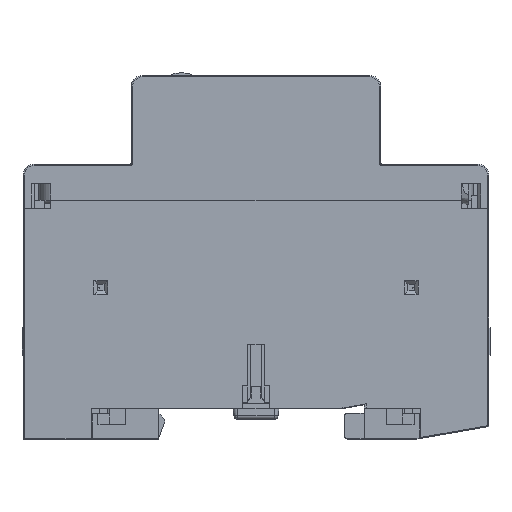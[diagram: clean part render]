
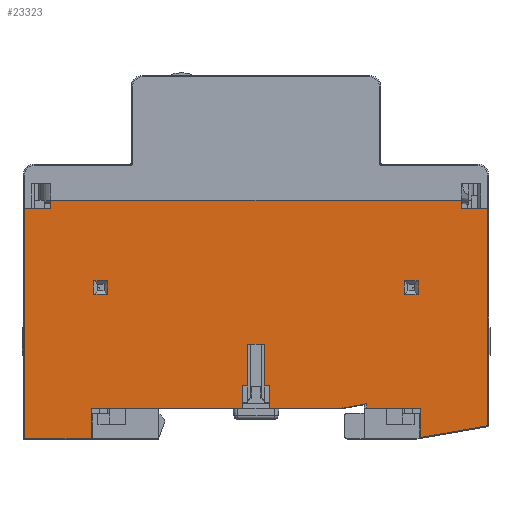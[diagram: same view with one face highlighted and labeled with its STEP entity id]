
A CAD part, top view. The second image highlights one B-rep face of the part: STEP entity #23323.
In plain terms, the highlighted face is planar.
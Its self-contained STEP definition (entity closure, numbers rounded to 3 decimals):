
#1290=DIRECTION('',(0.,-1.,0.));
#1291=VECTOR('',#1290,2.5);
#1292=CARTESIAN_POINT('',(-26.75,-14.5,-26.75));
#1293=LINE('',#1292,#1291);
#1294=DIRECTION('',(-1.,0.,0.));
#1295=VECTOR('',#1294,2.5);
#1296=CARTESIAN_POINT('',(-26.75,-17.,-26.75));
#1297=LINE('',#1296,#1295);
#1298=DIRECTION('',(0.,1.,0.));
#1299=VECTOR('',#1298,2.5);
#1300=CARTESIAN_POINT('',(-29.25,-17.,-26.75));
#1301=LINE('',#1300,#1299);
#1302=DIRECTION('',(1.,0.,0.));
#1303=VECTOR('',#1302,2.5);
#1304=CARTESIAN_POINT('',(-29.25,-14.5,-26.75));
#1305=LINE('',#1304,#1303);
#1306=DIRECTION('',(1.,0.,0.));
#1307=VECTOR('',#1306,2.5);
#1308=CARTESIAN_POINT('',(26.75,-14.5,-26.75));
#1309=LINE('',#1308,#1307);
#1310=DIRECTION('',(0.,-1.,0.));
#1311=VECTOR('',#1310,2.5);
#1312=CARTESIAN_POINT('',(29.25,-14.5,-26.75));
#1313=LINE('',#1312,#1311);
#1314=DIRECTION('',(-1.,0.,0.));
#1315=VECTOR('',#1314,2.5);
#1316=CARTESIAN_POINT('',(29.25,-17.,-26.75));
#1317=LINE('',#1316,#1315);
#1318=DIRECTION('',(0.,1.,0.));
#1319=VECTOR('',#1318,2.5);
#1320=CARTESIAN_POINT('',(26.75,-17.,-26.75));
#1321=LINE('',#1320,#1319);
#1322=DIRECTION('',(-1.,0.,0.));
#1323=VECTOR('',#1322,1.);
#1324=CARTESIAN_POINT('',(2.5,-33.5,-26.75));
#1325=LINE('',#1324,#1323);
#1326=DIRECTION('',(0.,-1.,0.));
#1327=VECTOR('',#1326,4.);
#1328=CARTESIAN_POINT('',(2.5,-33.5,-26.75));
#1329=LINE('',#1328,#1327);
#1330=DIRECTION('',(0.,1.,0.));
#1331=VECTOR('',#1330,5.5);
#1332=CARTESIAN_POINT('',(29.7,-43.,-26.75));
#1333=LINE('',#1332,#1331);
#1334=DIRECTION('',(1.,0.,0.));
#1335=VECTOR('',#1334,12.05);
#1336=CARTESIAN_POINT('',(29.7,-43.,-26.75));
#1337=LINE('',#1336,#1335);
#1338=DIRECTION('',(1.,0.,0.));
#1339=VECTOR('',#1338,4.75);
#1340=CARTESIAN_POINT('',(37.,-1.5,-26.75));
#1341=LINE('',#1340,#1339);
#1342=DIRECTION('',(0.,-1.,0.));
#1343=VECTOR('',#1342,1.5);
#1344=CARTESIAN_POINT('',(37.,0.,-26.75));
#1345=LINE('',#1344,#1343);
#1346=DIRECTION('',(-1.,0.,0.));
#1347=VECTOR('',#1346,74.);
#1348=CARTESIAN_POINT('',(37.,0.,-26.75));
#1349=LINE('',#1348,#1347);
#1350=DIRECTION('',(0.,-1.,0.));
#1351=VECTOR('',#1350,1.5);
#1352=CARTESIAN_POINT('',(-37.,0.,-26.75));
#1353=LINE('',#1352,#1351);
#1354=DIRECTION('',(1.,0.,0.));
#1355=VECTOR('',#1354,4.75);
#1356=CARTESIAN_POINT('',(-41.75,-1.5,-26.75));
#1357=LINE('',#1356,#1355);
#1358=DIRECTION('',(-0.985,0.174,0.));
#1359=VECTOR('',#1358,12.236);
#1360=CARTESIAN_POINT('',(-29.7,-42.788,-26.75));
#1361=LINE('',#1360,#1359);
#1362=DIRECTION('',(0.,1.,0.));
#1363=VECTOR('',#1362,5.288);
#1364=CARTESIAN_POINT('',(-29.7,-42.788,-26.75));
#1365=LINE('',#1364,#1363);
#1366=DIRECTION('',(0.,1.,0.));
#1367=VECTOR('',#1366,0.793);
#1368=CARTESIAN_POINT('',(-20.,-37.5,-26.75));
#1369=LINE('',#1368,#1367);
#1370=DIRECTION('',(-0.985,0.174,0.));
#1371=VECTOR('',#1370,4.569);
#1372=CARTESIAN_POINT('',(-15.5,-37.5,-26.75));
#1373=LINE('',#1372,#1371);
#1374=DIRECTION('',(-1.,0.,0.));
#1375=VECTOR('',#1374,13.);
#1376=CARTESIAN_POINT('',(-2.5,-37.5,-26.75));
#1377=LINE('',#1376,#1375);
#1378=DIRECTION('',(0.,-1.,0.));
#1379=VECTOR('',#1378,4.);
#1380=CARTESIAN_POINT('',(-2.5,-33.5,-26.75));
#1381=LINE('',#1380,#1379);
#1382=DIRECTION('',(-1.,0.,0.));
#1383=VECTOR('',#1382,1.);
#1384=CARTESIAN_POINT('',(-1.5,-33.5,-26.75));
#1385=LINE('',#1384,#1383);
#1386=DIRECTION('',(1.,0.,0.));
#1387=VECTOR('',#1386,3.);
#1388=CARTESIAN_POINT('',(-1.5,-26.,-26.75));
#1389=LINE('',#1388,#1387);
#1546=DIRECTION('',(0.,1.,0.));
#1547=VECTOR('',#1546,7.5);
#1548=CARTESIAN_POINT('',(1.5,-33.5,-26.75));
#1549=LINE('',#1548,#1547);
#13913=DIRECTION('',(-1.,0.,0.));
#13914=VECTOR('',#13913,9.7);
#13915=CARTESIAN_POINT('',(-20.,-37.5,-26.75));
#13916=LINE('',#13915,#13914);
#13953=DIRECTION('',(-1.,0.,0.));
#13954=VECTOR('',#13953,27.2);
#13955=CARTESIAN_POINT('',(29.7,-37.5,-26.75));
#13956=LINE('',#13955,#13954);
#14037=CARTESIAN_POINT('',(-41.75,-40.664,-26.75));
#14045=DIRECTION('',(0.,-1.,0.));
#14046=VECTOR('',#14045,39.164);
#14047=CARTESIAN_POINT('',(-41.75,-1.5,-26.75));
#14048=LINE('',#14047,#14046);
#14418=DIRECTION('',(0.,-1.,0.));
#14419=VECTOR('',#14418,7.5);
#14420=CARTESIAN_POINT('',(-1.5,-26.,-26.75));
#14421=LINE('',#14420,#14419);
#14676=DIRECTION('',(0.,1.,0.));
#14677=VECTOR('',#14676,41.5);
#14678=CARTESIAN_POINT('',(41.75,-43.,-26.75));
#14679=LINE('',#14678,#14677);
#17146=CARTESIAN_POINT('',(-15.5,-37.5,-26.75));
#17147=CARTESIAN_POINT('',(-20.,-36.707,-26.75));
#17148=VERTEX_POINT('',#17146);
#17149=VERTEX_POINT('',#17147);
#19112=CARTESIAN_POINT('',(41.75,-43.,-26.75));
#19114=VERTEX_POINT('',#19112);
#19124=VERTEX_POINT('',#14037);
#20114=CARTESIAN_POINT('',(-1.5,-26.,-26.75));
#20115=CARTESIAN_POINT('',(1.5,-26.,-26.75));
#20116=VERTEX_POINT('',#20114);
#20117=VERTEX_POINT('',#20115);
#20138=CARTESIAN_POINT('',(-26.75,-14.5,-26.75));
#20139=CARTESIAN_POINT('',(-26.75,-17.,-26.75));
#20140=VERTEX_POINT('',#20138);
#20141=VERTEX_POINT('',#20139);
#20142=CARTESIAN_POINT('',(-29.25,-17.,-26.75));
#20143=VERTEX_POINT('',#20142);
#20144=CARTESIAN_POINT('',(-29.25,-14.5,-26.75));
#20145=VERTEX_POINT('',#20144);
#20146=CARTESIAN_POINT('',(26.75,-14.5,-26.75));
#20147=CARTESIAN_POINT('',(29.25,-14.5,-26.75));
#20148=VERTEX_POINT('',#20146);
#20149=VERTEX_POINT('',#20147);
#20150=CARTESIAN_POINT('',(29.25,-17.,-26.75));
#20151=VERTEX_POINT('',#20150);
#20152=CARTESIAN_POINT('',(26.75,-17.,-26.75));
#20153=VERTEX_POINT('',#20152);
#20154=CARTESIAN_POINT('',(-41.75,-1.5,-26.75));
#20155=CARTESIAN_POINT('',(-37.,-1.5,-26.75));
#20156=VERTEX_POINT('',#20154);
#20157=VERTEX_POINT('',#20155);
#20158=CARTESIAN_POINT('',(37.,-1.5,-26.75));
#20159=CARTESIAN_POINT('',(41.75,-1.5,-26.75));
#20160=VERTEX_POINT('',#20158);
#20161=VERTEX_POINT('',#20159);
#20162=CARTESIAN_POINT('',(-37.,0.,-26.75));
#20163=VERTEX_POINT('',#20162);
#20164=CARTESIAN_POINT('',(37.,0.,-26.75));
#20165=VERTEX_POINT('',#20164);
#20206=CARTESIAN_POINT('',(29.7,-43.,-26.75));
#20207=CARTESIAN_POINT('',(29.7,-37.5,-26.75));
#20208=VERTEX_POINT('',#20206);
#20209=VERTEX_POINT('',#20207);
#20210=CARTESIAN_POINT('',(-29.7,-42.788,-26.75));
#20211=CARTESIAN_POINT('',(-29.7,-37.5,-26.75));
#20212=VERTEX_POINT('',#20210);
#20213=VERTEX_POINT('',#20211);
#20214=CARTESIAN_POINT('',(-20.,-37.5,-26.75));
#20216=VERTEX_POINT('',#20214);
#20238=CARTESIAN_POINT('',(2.5,-33.5,-26.75));
#20239=CARTESIAN_POINT('',(1.5,-33.5,-26.75));
#20240=VERTEX_POINT('',#20238);
#20241=VERTEX_POINT('',#20239);
#20242=CARTESIAN_POINT('',(-1.5,-33.5,-26.75));
#20243=CARTESIAN_POINT('',(-2.5,-33.5,-26.75));
#20244=VERTEX_POINT('',#20242);
#20245=VERTEX_POINT('',#20243);
#20246=CARTESIAN_POINT('',(2.5,-37.5,-26.75));
#20247=VERTEX_POINT('',#20246);
#20248=CARTESIAN_POINT('',(-2.5,-37.5,-26.75));
#20249=VERTEX_POINT('',#20248);
#23253=CARTESIAN_POINT('',(0.,0.,-26.75));
#23254=DIRECTION('',(0.,0.,1.));
#23255=DIRECTION('',(1.,0.,0.));
#23256=AXIS2_PLACEMENT_3D('',#23253,#23254,#23255);
#23257=PLANE('',#23256);
#23259=ORIENTED_EDGE('',*,*,#23258,.F.);
#23261=ORIENTED_EDGE('',*,*,#23260,.T.);
#23263=ORIENTED_EDGE('',*,*,#23262,.F.);
#23265=ORIENTED_EDGE('',*,*,#23264,.F.);
#23267=ORIENTED_EDGE('',*,*,#23266,.T.);
#23269=ORIENTED_EDGE('',*,*,#23268,.T.);
#23270=ORIENTED_EDGE('',*,*,#23227,.F.);
#23272=ORIENTED_EDGE('',*,*,#23271,.F.);
#23273=ORIENTED_EDGE('',*,*,#22245,.T.);
#23275=ORIENTED_EDGE('',*,*,#23274,.T.);
#23276=ORIENTED_EDGE('',*,*,#23196,.F.);
#23278=ORIENTED_EDGE('',*,*,#23277,.T.);
#23280=ORIENTED_EDGE('',*,*,#23279,.F.);
#23282=ORIENTED_EDGE('',*,*,#23281,.T.);
#23284=ORIENTED_EDGE('',*,*,#23283,.F.);
#23286=ORIENTED_EDGE('',*,*,#23285,.T.);
#23288=ORIENTED_EDGE('',*,*,#23287,.F.);
#23290=ORIENTED_EDGE('',*,*,#23289,.F.);
#23292=ORIENTED_EDGE('',*,*,#23291,.F.);
#23294=ORIENTED_EDGE('',*,*,#23293,.F.);
#23296=ORIENTED_EDGE('',*,*,#23295,.F.);
#23298=ORIENTED_EDGE('',*,*,#23297,.T.);
#23300=ORIENTED_EDGE('',*,*,#23299,.F.);
#23301=EDGE_LOOP('',(#23259,#23261,#23263,#23265,#23267,#23269,#23270,#23272,
#23273,#23275,#23276,#23278,#23280,#23282,#23284,#23286,#23288,#23290,#23292,
#23294,#23296,#23298,#23300));
#23302=FACE_OUTER_BOUND('',#23301,.F.);
#23304=ORIENTED_EDGE('',*,*,#23303,.T.);
#23306=ORIENTED_EDGE('',*,*,#23305,.T.);
#23308=ORIENTED_EDGE('',*,*,#23307,.T.);
#23310=ORIENTED_EDGE('',*,*,#23309,.T.);
#23311=EDGE_LOOP('',(#23304,#23306,#23308,#23310));
#23312=FACE_BOUND('',#23311,.F.);
#23314=ORIENTED_EDGE('',*,*,#23313,.T.);
#23316=ORIENTED_EDGE('',*,*,#23315,.T.);
#23318=ORIENTED_EDGE('',*,*,#23317,.T.);
#23320=ORIENTED_EDGE('',*,*,#23319,.T.);
#23321=EDGE_LOOP('',(#23314,#23316,#23318,#23320));
#23322=FACE_BOUND('',#23321,.F.);
#23323=ADVANCED_FACE('',(#23302,#23312,#23322),#23257,.F.);
#22245=EDGE_CURVE('',#20165,#20163,#1349,.T.);
#23196=EDGE_CURVE('',#20156,#20157,#1357,.T.);
#23227=EDGE_CURVE('',#20160,#20161,#1341,.T.);
#23258=EDGE_CURVE('',#20240,#20241,#1325,.T.);
#23260=EDGE_CURVE('',#20240,#20247,#1329,.T.);
#23262=EDGE_CURVE('',#20209,#20247,#13956,.T.);
#23264=EDGE_CURVE('',#20208,#20209,#1333,.T.);
#23266=EDGE_CURVE('',#20208,#19114,#1337,.T.);
#23268=EDGE_CURVE('',#19114,#20161,#14679,.T.);
#23271=EDGE_CURVE('',#20165,#20160,#1345,.T.);
#23274=EDGE_CURVE('',#20163,#20157,#1353,.T.);
#23277=EDGE_CURVE('',#20156,#19124,#14048,.T.);
#23279=EDGE_CURVE('',#20212,#19124,#1361,.T.);
#23281=EDGE_CURVE('',#20212,#20213,#1365,.T.);
#23283=EDGE_CURVE('',#20216,#20213,#13916,.T.);
#23285=EDGE_CURVE('',#20216,#17149,#1369,.T.);
#23287=EDGE_CURVE('',#17148,#17149,#1373,.T.);
#23289=EDGE_CURVE('',#20249,#17148,#1377,.T.);
#23291=EDGE_CURVE('',#20245,#20249,#1381,.T.);
#23293=EDGE_CURVE('',#20244,#20245,#1385,.T.);
#23295=EDGE_CURVE('',#20116,#20244,#14421,.T.);
#23297=EDGE_CURVE('',#20116,#20117,#1389,.T.);
#23299=EDGE_CURVE('',#20241,#20117,#1549,.T.);
#23303=EDGE_CURVE('',#20148,#20149,#1309,.T.);
#23305=EDGE_CURVE('',#20149,#20151,#1313,.T.);
#23307=EDGE_CURVE('',#20151,#20153,#1317,.T.);
#23309=EDGE_CURVE('',#20153,#20148,#1321,.T.);
#23313=EDGE_CURVE('',#20140,#20141,#1293,.T.);
#23315=EDGE_CURVE('',#20141,#20143,#1297,.T.);
#23317=EDGE_CURVE('',#20143,#20145,#1301,.T.);
#23319=EDGE_CURVE('',#20145,#20140,#1305,.T.);
